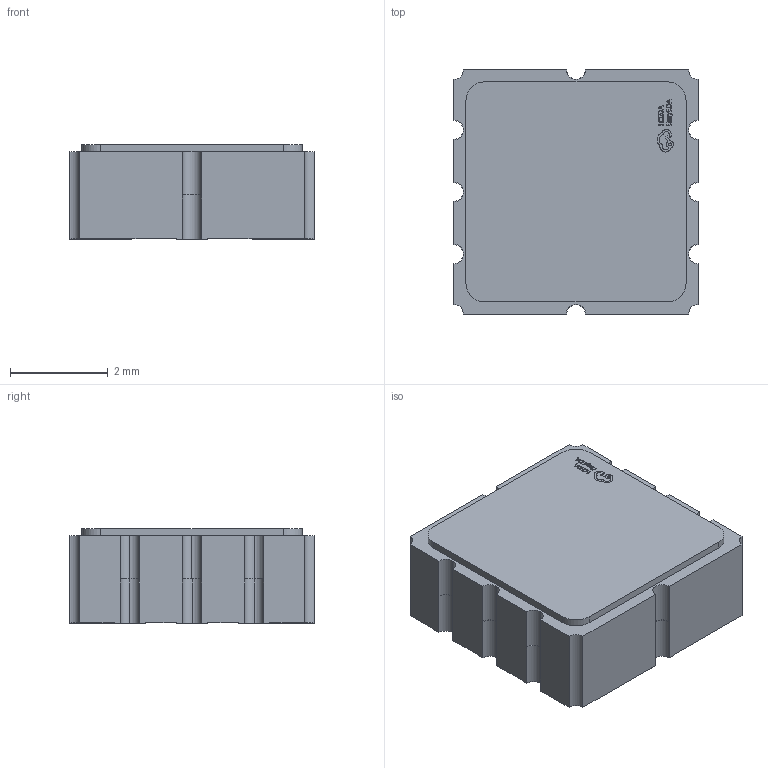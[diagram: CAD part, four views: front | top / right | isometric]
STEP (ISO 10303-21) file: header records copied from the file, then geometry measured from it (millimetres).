
FILE_DESCRIPTION (( 'STEP AP214' ), '1' );
FILE_NAME ('LCC-8_L5.0-W5.0-P1.27-TL.step', '2022-08-04T05:27:36', ( '' ), ( '' ), 'SwSTEP 2.0', 'SolidWorks 2020', '' );
FILE_SCHEMA (( 'AUTOMOTIVE_DESIGN' ));
Length unit declared in the file: millimetre
Products named in the file (1): LCC-8_L5.0-W5.0-P1.27-TL
Bounding box: 5 x 5 x 1.94 mm (x, y, z)
Volume: 46.5 mm3; surface area: 90.2 mm2
Topology: 14 solids, 14 shells, 380 faces, 1032 edges, 688 vertices
Faces by surface type: plane 236, bspline 114, cylinder 30
Entity records: 16598 total; most frequent: CARTESIAN_POINT 4463, ORIENTED_EDGE 2064, DIRECTION 1394, EDGE_CURVE 1032, VECTOR 740, LINE 740, VERTEX_POINT 688, EDGE_LOOP 400
